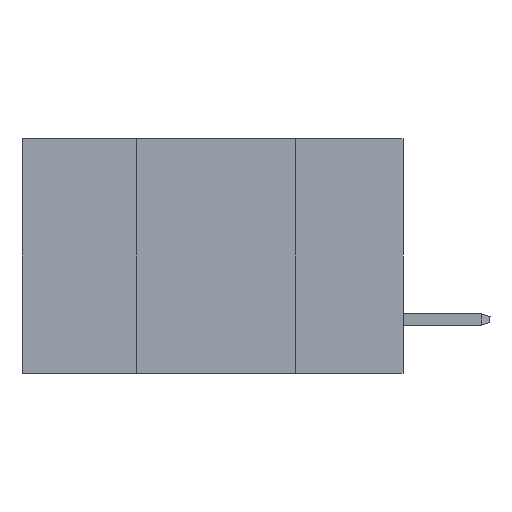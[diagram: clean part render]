
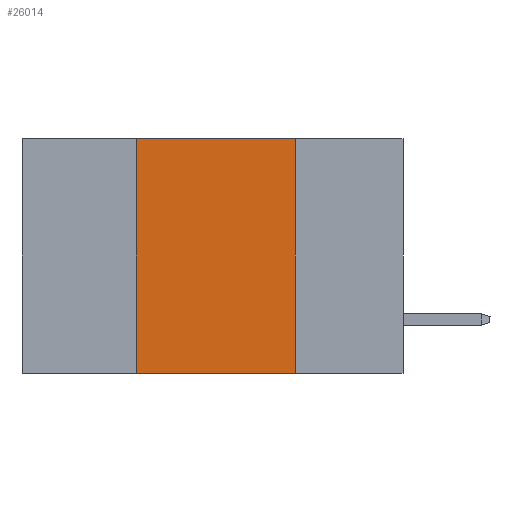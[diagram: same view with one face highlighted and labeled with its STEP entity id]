
A CAD part, left-side view. The second image highlights one B-rep face of the part: STEP entity #26014.
In plain terms, the highlighted planar face has unit normal (-1, 0, 0).
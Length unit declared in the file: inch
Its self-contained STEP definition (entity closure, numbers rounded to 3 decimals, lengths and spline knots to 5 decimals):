
#4909 = ORIENTED_EDGE ( 'NONE', *, *, #12966, .F. ) ;
#9160 = EDGE_LOOP ( 'NONE', ( #4909, #17120, #18402, #23066 ) ) ;
#10088 = LINE ( 'NONE', #13915, #29039 ) ;
#10464 = PLANE ( 'NONE',  #36215 ) ;
#10746 = CARTESIAN_POINT ( 'NONE',  ( 0., 0.6, 0. ) ) ;
#11258 = CARTESIAN_POINT ( 'NONE',  ( 0., 0.42, -0.37 ) ) ;
#12166 = CARTESIAN_POINT ( 'NONE',  ( 0., 0.17, 0. ) ) ;
#12581 = CARTESIAN_POINT ( 'NONE',  ( 0., 0.42, 0. ) ) ;
#12966 = EDGE_CURVE ( 'NONE', #16341, #29402, #32658, .T. ) ;
#13915 = CARTESIAN_POINT ( 'NONE',  ( 0., 0.6, -0.37 ) ) ;
#14483 = CARTESIAN_POINT ( 'NONE',  ( 0., 0.17, 0. ) ) ;
#16341 = VERTEX_POINT ( 'NONE', #12166 ) ;
#17120 = ORIENTED_EDGE ( 'NONE', *, *, #34591, .F. ) ;
#18402 = ORIENTED_EDGE ( 'NONE', *, *, #30003, .F. ) ;
#22811 = VERTEX_POINT ( 'NONE', #12581 ) ;
#23066 = ORIENTED_EDGE ( 'NONE', *, *, #31610, .T. ) ;
#23540 = VECTOR ( 'NONE', #43667, 39.37008 ) ;
#26014 = ADVANCED_FACE ( 'NONE', ( #43235 ), #10464, .F. ) ;
#26234 = LINE ( 'NONE', #40344, #44965 ) ;
#27580 = LINE ( 'NONE', #10746, #45159 ) ;
#29039 = VECTOR ( 'NONE', #46903, 39.37008 ) ;
#29402 = VERTEX_POINT ( 'NONE', #43062 ) ;
#30003 = EDGE_CURVE ( 'NONE', #33098, #22811, #26234, .T. ) ;
#31610 = EDGE_CURVE ( 'NONE', #33098, #29402, #10088, .T. ) ;
#32469 = CARTESIAN_POINT ( 'NONE',  ( 0., 0.6, 0. ) ) ;
#32658 = LINE ( 'NONE', #14483, #23540 ) ;
#33098 = VERTEX_POINT ( 'NONE', #11258 ) ;
#34591 = EDGE_CURVE ( 'NONE', #22811, #16341, #27580, .T. ) ;
#36215 = AXIS2_PLACEMENT_3D ( 'NONE', #32469, #39642, #42764 ) ;
#39642 = DIRECTION ( 'NONE',  ( 1., 0., 0. ) ) ;
#40344 = CARTESIAN_POINT ( 'NONE',  ( 0., 0.42, 0. ) ) ;
#42159 = DIRECTION ( 'NONE',  ( 0., -1., 0. ) ) ;
#42764 = DIRECTION ( 'NONE',  ( 0., 0., -1. ) ) ;
#43062 = CARTESIAN_POINT ( 'NONE',  ( 0., 0.17, -0.37 ) ) ;
#43235 = FACE_OUTER_BOUND ( 'NONE', #9160, .T. ) ;
#43667 = DIRECTION ( 'NONE',  ( 0., 0., -1. ) ) ;
#44405 = DIRECTION ( 'NONE',  ( 0., 0., 1. ) ) ;
#44965 = VECTOR ( 'NONE', #44405, 39.37008 ) ;
#45159 = VECTOR ( 'NONE', #42159, 39.37008 ) ;
#46903 = DIRECTION ( 'NONE',  ( 0., -1., 0. ) ) ;
